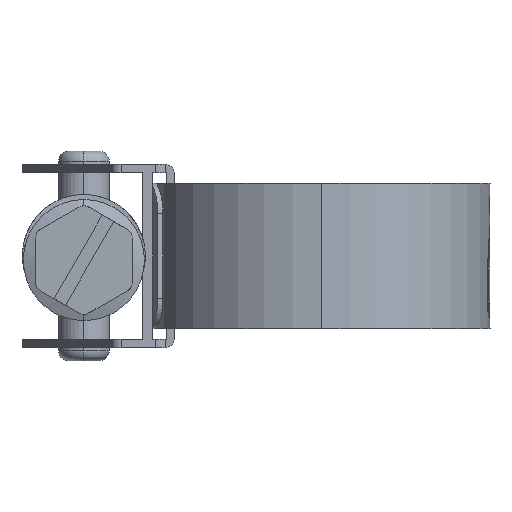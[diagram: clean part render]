
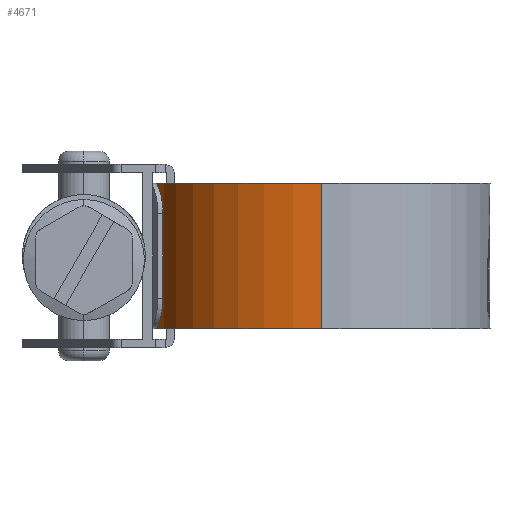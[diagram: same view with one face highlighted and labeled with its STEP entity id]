
A CAD part, left-side view. The second image highlights one B-rep face of the part: STEP entity #4671.
In plain terms, the highlighted cylindrical face has radius 16.53 mm (diameter 33.06 mm), a partial arc.
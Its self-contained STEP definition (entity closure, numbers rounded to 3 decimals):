
#4 = EDGE_CURVE ( 'NONE', #3647, #413, #3852, .T. ) ;
#14 = ORIENTED_EDGE ( 'NONE', *, *, #11575, .F. ) ;
#201 = EDGE_CURVE ( 'NONE', #10680, #3647, #6506, .T. ) ;
#413 = VERTEX_POINT ( 'NONE', #3811 ) ;
#566 = DIRECTION ( 'NONE',  ( 0., 0., -1. ) ) ;
#764 = ORIENTED_EDGE ( 'NONE', *, *, #5985, .F. ) ;
#1202 = CARTESIAN_POINT ( 'NONE',  ( 0., 16.53, 7.15 ) ) ;
#2427 = CARTESIAN_POINT ( 'NONE',  ( 0., 16.53, -7.15 ) ) ;
#2978 = EDGE_LOOP ( 'NONE', ( #14, #764, #12945, #8924 ) ) ;
#3000 = CIRCLE ( 'NONE', #7952, 16.53 ) ;
#3037 = VECTOR ( 'NONE', #7523, 1000. ) ;
#3647 = VERTEX_POINT ( 'NONE', #2427 ) ;
#3672 = CYLINDRICAL_SURFACE ( 'NONE', #6562, 16.53 ) ;
#3811 = CARTESIAN_POINT ( 'NONE',  ( -16.53, 0., -7.15 ) ) ;
#3852 = CIRCLE ( 'NONE', #5867, 16.53 ) ;
#4671 = ADVANCED_FACE ( 'NONE', ( #13240 ), #3672, .T. ) ;
#5090 = CARTESIAN_POINT ( 'NONE',  ( 0., 16.53, 7.15 ) ) ;
#5095 = CARTESIAN_POINT ( 'NONE',  ( 0., 0., -7.15 ) ) ;
#5202 = VECTOR ( 'NONE', #9691, 1000. ) ;
#5867 = AXIS2_PLACEMENT_3D ( 'NONE', #5095, #7010, #13471 ) ;
#5985 = EDGE_CURVE ( 'NONE', #10680, #12929, #3000, .T. ) ;
#6494 = LINE ( 'NONE', #12918, #3037 ) ;
#6506 = LINE ( 'NONE', #1202, #5202 ) ;
#6562 = AXIS2_PLACEMENT_3D ( 'NONE', #7785, #566, #11037 ) ;
#7010 = DIRECTION ( 'NONE',  ( 0., 0., 1. ) ) ;
#7154 = CARTESIAN_POINT ( 'NONE',  ( -16.53, 0., 7.15 ) ) ;
#7523 = DIRECTION ( 'NONE',  ( 0., 0., -1. ) ) ;
#7785 = CARTESIAN_POINT ( 'NONE',  ( 0., 0., 7.15 ) ) ;
#7843 = CARTESIAN_POINT ( 'NONE',  ( 0., 0., 7.15 ) ) ;
#7952 = AXIS2_PLACEMENT_3D ( 'NONE', #7843, #9929, #11930 ) ;
#8924 = ORIENTED_EDGE ( 'NONE', *, *, #4, .T. ) ;
#9691 = DIRECTION ( 'NONE',  ( 0., 0., -1. ) ) ;
#9929 = DIRECTION ( 'NONE',  ( 0., 0., 1. ) ) ;
#10680 = VERTEX_POINT ( 'NONE', #5090 ) ;
#11037 = DIRECTION ( 'NONE',  ( -1., 0., 0. ) ) ;
#11575 = EDGE_CURVE ( 'NONE', #12929, #413, #6494, .T. ) ;
#11930 = DIRECTION ( 'NONE',  ( 1., 0., 0. ) ) ;
#12918 = CARTESIAN_POINT ( 'NONE',  ( -16.53, 0., 7.15 ) ) ;
#12929 = VERTEX_POINT ( 'NONE', #7154 ) ;
#12945 = ORIENTED_EDGE ( 'NONE', *, *, #201, .T. ) ;
#13240 = FACE_OUTER_BOUND ( 'NONE', #2978, .T. ) ;
#13471 = DIRECTION ( 'NONE',  ( 1., 0., 0. ) ) ;
